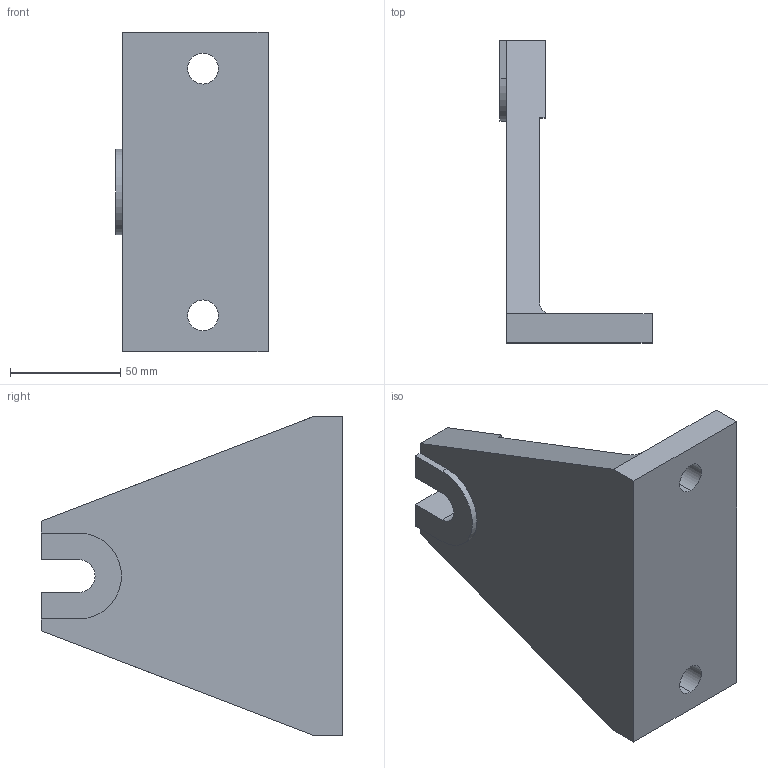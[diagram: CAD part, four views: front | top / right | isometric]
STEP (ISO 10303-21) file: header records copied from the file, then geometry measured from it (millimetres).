
FILE_DESCRIPTION (( 'STEP AP214' ), '1' );
FILE_NAME ('E40.STEP', '2023-04-19T21:33:10', ( '' ), ( '' ), 'SwSTEP 2.0', 'SolidWorks 2022', '' );
FILE_SCHEMA (( 'AUTOMOTIVE_DESIGN' ));
Length unit declared in the file: millimetre
Products named in the file (1): E40
Bounding box: 69 x 137 x 145 mm (x, y, z)
Volume: 304621.8 mm3; surface area: 52657.1 mm2
Topology: 1 solids, 1 shells, 25 faces, 67 edges, 44 vertices
Faces by surface type: plane 18, cylinder 7
Entity records: 819 total; most frequent: CARTESIAN_POINT 143, ORIENTED_EDGE 134, DIRECTION 129, EDGE_CURVE 67, LINE 53, VECTOR 53, VERTEX_POINT 44, AXIS2_PLACEMENT_3D 38
